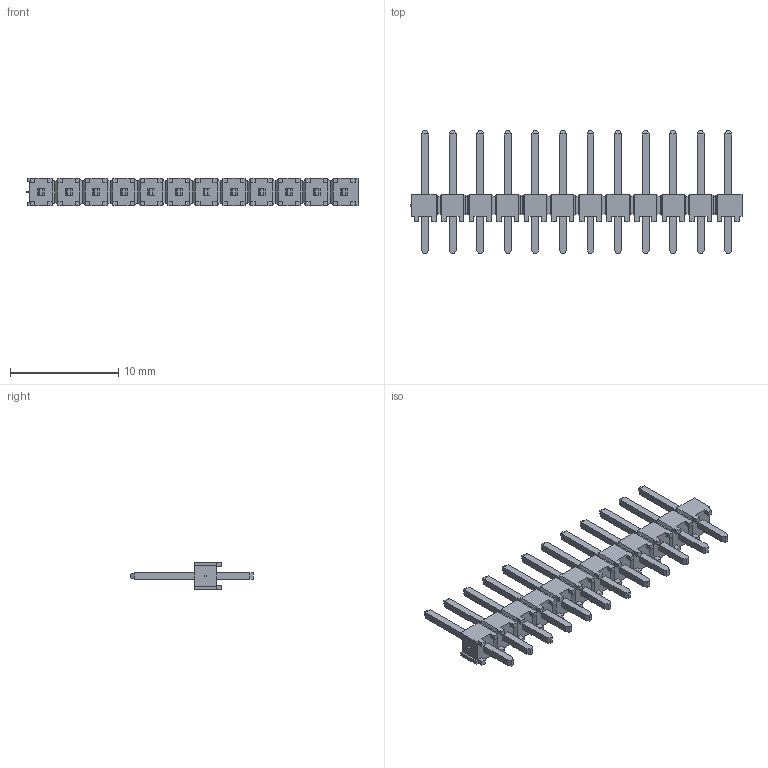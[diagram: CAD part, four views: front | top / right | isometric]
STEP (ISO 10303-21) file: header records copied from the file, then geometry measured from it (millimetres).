
FILE_DESCRIPTION(/* description */ ('STEP AP214'),/* implementation_level */ '2;1');
FILE_NAME(/* name */ 'TSW-112-23-T-S',/* time_stamp */ '2023-06-25T04:12:51+02:00',/* author */ ('License CC BY-ND 4.0'),/* organization */ ('CADENAS'),/* preprocessor_version */ 'ST-DEVELOPER v19.3',/* originating_system */ 'PARTsolutions',/* authorisation */ ' ');
FILE_SCHEMA (('AUTOMOTIVE_DESIGN {1 0 10303 214 3 1 1}'));
Length unit declared in the file: inch
Products named in the file (3): TSW-112-23-T-S; T-1S6-16-TSW-1-23-12-S; TSW-112-23-T-S_body
Assembly tree (2 placements, depth 2):
  TSW-112-23-T-S
    T-1S6-16-TSW-1-23-12-S
    TSW-112-23-T-S_body
Bounding box: 30.61 x 11.3 x 2.54 mm (x, y, z)
Volume: 200.2 mm3; surface area: 790.5 mm2
Topology: 2 solids, 2 shells, 607 faces, 1554 edges, 976 vertices
Faces by surface type: plane 607
Entity records: 17874 total; most frequent: CARTESIAN_POINT 3140, ORIENTED_EDGE 3108, DIRECTION 2774, EDGE_CURVE 1554, LINE 1554, VECTOR 1554, VERTEX_POINT 976, EDGE_LOOP 656
